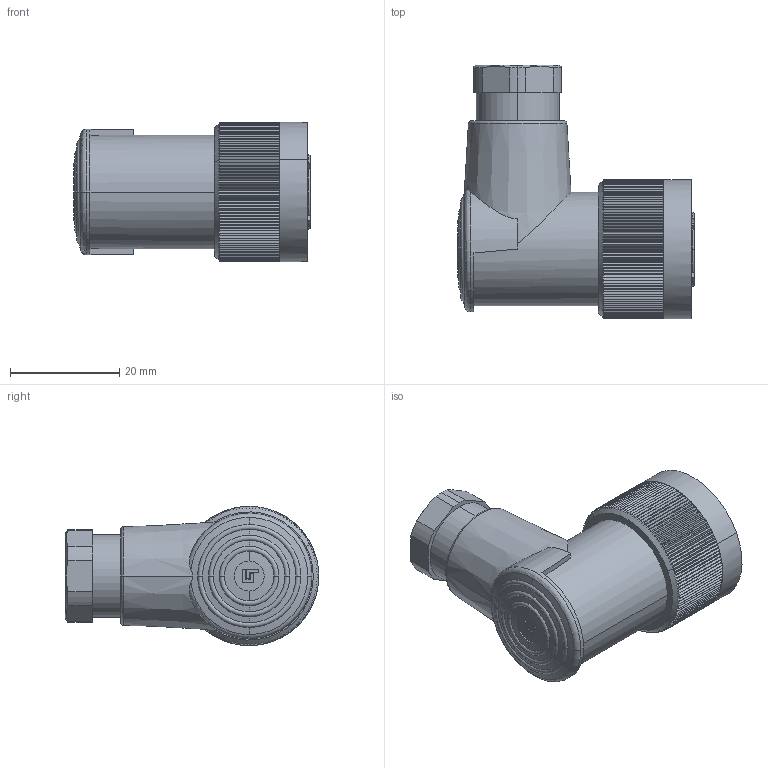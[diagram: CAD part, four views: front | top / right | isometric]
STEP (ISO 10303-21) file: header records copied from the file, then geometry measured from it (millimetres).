
FILE_DESCRIPTION((''),'2;1');
FILE_NAME('CAD-9229','2024-12-10T09:59:42',('creinig-se'),(''),'CREO PARAMETRIC BY PTC INC, 2022284','CREO PARAMETRIC BY PTC INC, 2022284','');
FILE_SCHEMA(('CONFIG_CONTROL_DESIGN','SHAPE_APPEARANCE_LAYERS_GROUPS'));
Length unit declared in the file: millimetre
Products named in the file (1): CAD-9229
Bounding box: 43.42 x 46.45 x 25.5 mm (x, y, z)
Volume: 22330.6 mm3; surface area: 7335.8 mm2
Topology: 1 solids, 1 shells, 537 faces, 1549 edges, 1026 vertices
Faces by surface type: plane 451, cylinder 36, cone 22, torus 20, sphere 8
Entity records: 24026 total; most frequent: CARTESIAN_POINT 4506, ORIENTED_EDGE 3098, DIRECTION 2774, PRESENTATION_STYLE_ASSIGNMENT 1619, STYLED_ITEM 1550, CURVE_STYLE 1549, EDGE_CURVE 1549, VERTEX_POINT 1026
